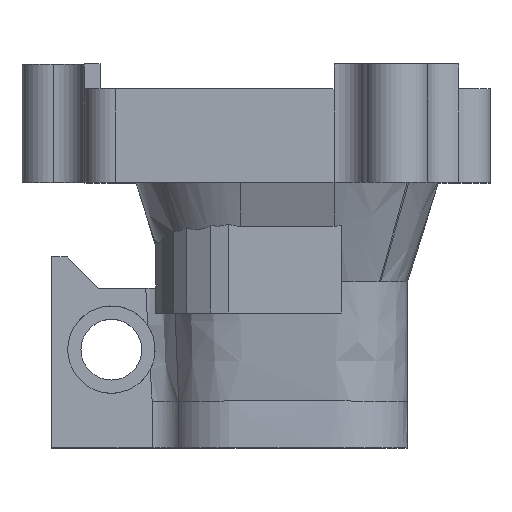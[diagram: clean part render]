
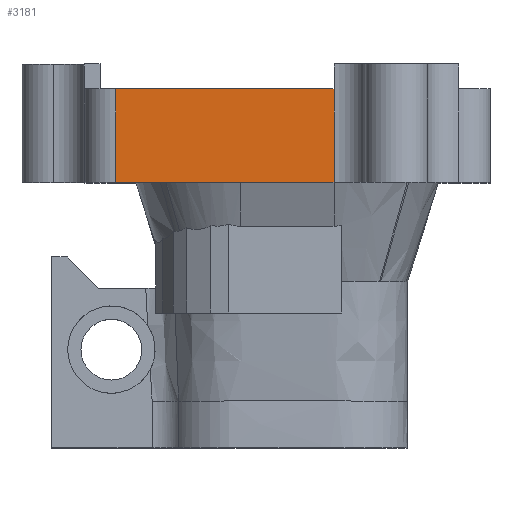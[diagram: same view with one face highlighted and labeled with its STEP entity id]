
A CAD part, top view. The second image highlights one B-rep face of the part: STEP entity #3181.
In plain terms, the highlighted planar face has unit normal (0, 0, 1).
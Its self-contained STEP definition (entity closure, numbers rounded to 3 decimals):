
#188=FACE_OUTER_BOUND('',#360,.T.);
#360=EDGE_LOOP('',(#2245,#2246,#2247,#2248));
#790=LINE('',#5244,#1038);
#812=LINE('',#5304,#1060);
#813=LINE('',#5306,#1061);
#814=LINE('',#5307,#1062);
#1038=VECTOR('',#3622,10.);
#1060=VECTOR('',#3672,3.8);
#1061=VECTOR('',#3673,7.);
#1062=VECTOR('',#3674,3.8);
#1316=VERTEX_POINT('',#5229);
#1321=VERTEX_POINT('',#5242);
#1345=VERTEX_POINT('',#5303);
#1346=VERTEX_POINT('',#5305);
#1675=EDGE_CURVE('',#1316,#1321,#790,.T.);
#1704=EDGE_CURVE('',#1321,#1345,#812,.T.);
#1705=EDGE_CURVE('',#1345,#1346,#813,.T.);
#1706=EDGE_CURVE('',#1346,#1316,#814,.T.);
#2245=ORIENTED_EDGE('',*,*,#1675,.T.);
#2246=ORIENTED_EDGE('',*,*,#1704,.T.);
#2247=ORIENTED_EDGE('',*,*,#1705,.T.);
#2248=ORIENTED_EDGE('',*,*,#1706,.T.);
#3075=PLANE('',#3366);
#3181=ADVANCED_FACE('',(#188),#3075,.F.);
#3366=AXIS2_PLACEMENT_3D('',#5302,#3670,#3671);
#3622=DIRECTION('',(-1.,0.,0.));
#3670=DIRECTION('center_axis',(0.,0.,-1.));
#3671=DIRECTION('ref_axis',(-1.,0.,0.));
#3672=DIRECTION('',(0.,-1.,0.));
#3673=DIRECTION('',(1.,0.,0.));
#3674=DIRECTION('',(0.,1.,0.));
#5229=CARTESIAN_POINT('',(1.5,10.,6.5));
#5242=CARTESIAN_POINT('',(-5.5,10.,6.5));
#5244=CARTESIAN_POINT('',(2.,10.,6.5));
#5302=CARTESIAN_POINT('Origin',(6.5,10.8,6.5));
#5303=CARTESIAN_POINT('',(-5.5,7.,6.5));
#5304=CARTESIAN_POINT('',(-5.5,10.8,6.5));
#5305=CARTESIAN_POINT('',(1.5,7.,6.5));
#5306=CARTESIAN_POINT('',(-5.5,7.,6.5));
#5307=CARTESIAN_POINT('',(1.5,7.,6.5));
